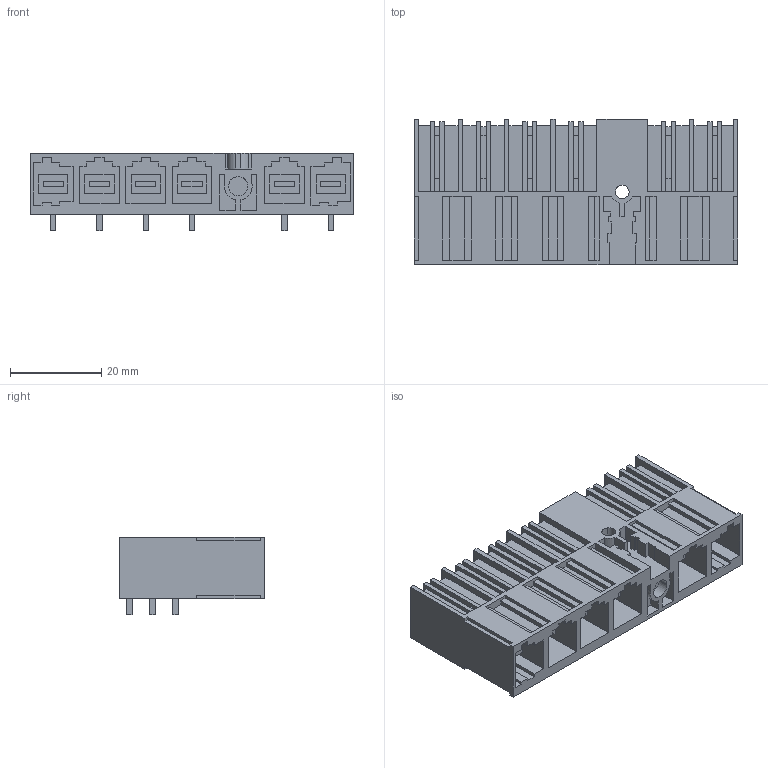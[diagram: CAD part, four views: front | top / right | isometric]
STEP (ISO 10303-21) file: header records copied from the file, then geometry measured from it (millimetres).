
FILE_DESCRIPTION(('CATIA V5 STEP Exchange','CAx-IF Rec.Pracs.--- Model Styling and Organization---1.4--- 2014-01-23'),'2;1');
FILE_NAME ('321935-2_0_2597270000_2597270000.stp','2023-05-02T08:27:37+00:00',('none'),('Weidmueller'),'CATIA Version 5-6 Release 2016 SP3 HF44','CATIA V5 STEP AP214','none');
FILE_SCHEMA(('AUTOMOTIVE_DESIGN { 1 0 10303 214 1 1 1 1 }'));
Length unit declared in the file: millimetre
Products named in the file (1): 2597270000
Bounding box: 71.12 x 32 x 17.1 mm (x, y, z)
Volume: 19449.3 mm3; surface area: 18423 mm2
Topology: 7 solids, 7 shells, 639 faces, 1800 edges, 1200 vertices
Faces by surface type: plane 615, cylinder 24
Entity records: 18740 total; most frequent: ORIENTED_EDGE 3600, CARTESIAN_POINT 3346, DIRECTION 2473, EDGE_CURVE 1800, VECTOR 1752, LINE 1752, VERTEX_POINT 1200, EDGE_LOOP 678
